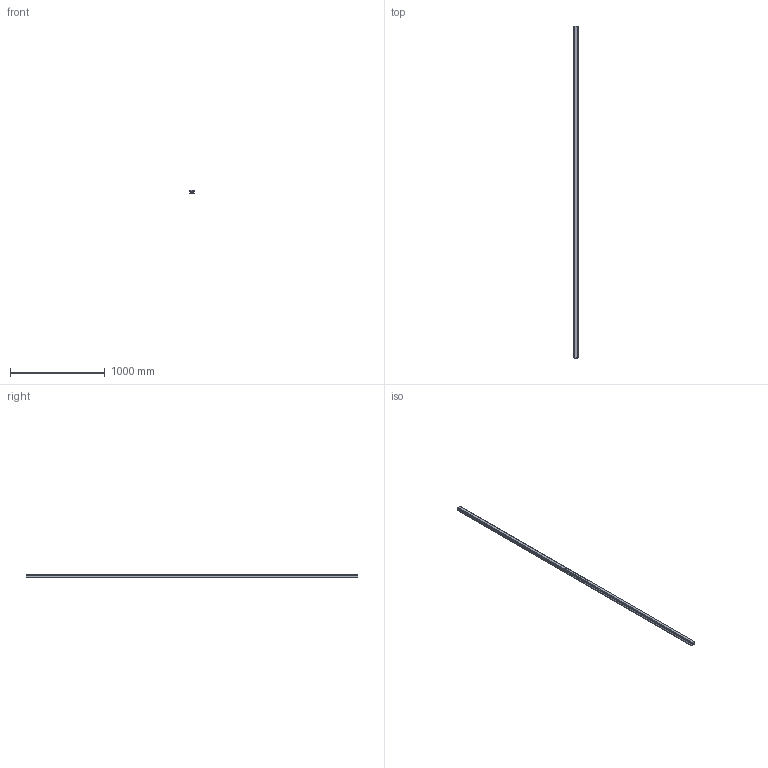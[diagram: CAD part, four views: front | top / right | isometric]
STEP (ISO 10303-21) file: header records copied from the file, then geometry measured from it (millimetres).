
FILE_DESCRIPTION(('STEP AP214'),'1');
FILE_NAME('cctmp_2D406800-F80B-4E4D-B171-CA6EF85AC510_2021_02_01_10_20_23_0617..stp','2021-02-01T09:20:23',('HIWIN GmbH'),('CADClick - www.CADClick.com'),'Spatial InterOp 3D',' ','unknown authorization');
FILE_SCHEMA(('AUTOMOTIVE_DESIGN'));
Length unit declared in the file: millimetre
Products named in the file (1): HGR45T3505C_FILE
Bounding box: 45 x 3505 x 38 mm (x, y, z)
Volume: 4907192.5 mm3; surface area: 634844.1 mm2
Topology: 1 solids, 1 shells, 233 faces, 613 edges, 352 vertices
Faces by surface type: plane 93, cylinder 72, cone 68
Entity records: 8499 total; most frequent: DIRECTION 1157, CARTESIAN_POINT 1131, ORIENTED_EDGE 1090, EDGE_CURVE 545, LINE 401, VECTOR 401, AXIS2_PLACEMENT_3D 378, VERTEX_POINT 352
